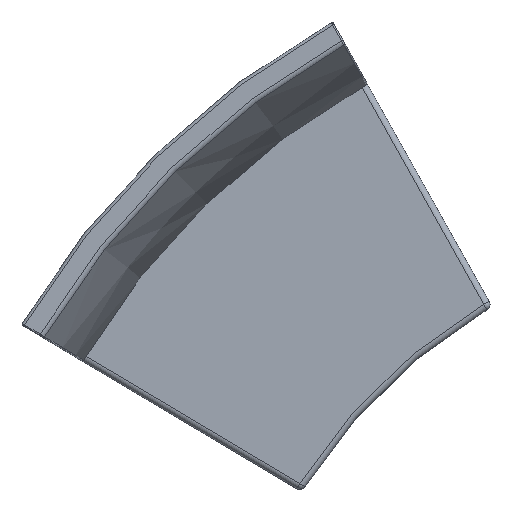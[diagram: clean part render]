
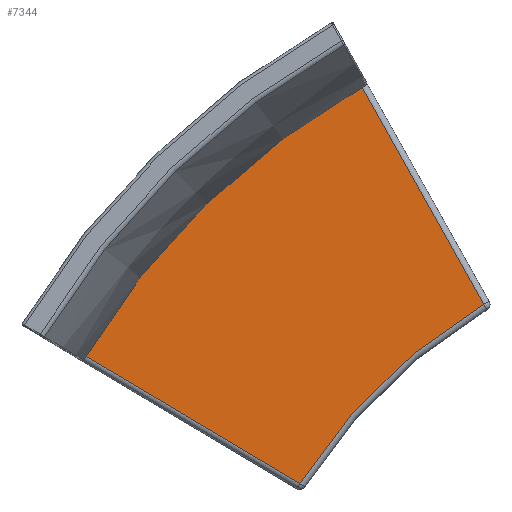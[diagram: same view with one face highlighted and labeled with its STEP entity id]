
A CAD part, top view. The second image highlights one B-rep face of the part: STEP entity #7344.
In plain terms, the highlighted face is planar.
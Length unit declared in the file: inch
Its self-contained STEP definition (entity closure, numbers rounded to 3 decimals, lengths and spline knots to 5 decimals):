
#480=PLANE('',#8079);
#563=LINE('',#11557,#827);
#565=LINE('',#11570,#829);
#827=VECTOR('',#9096,0.3937);
#829=VECTOR('',#9114,0.3937);
#1322=FACE_OUTER_BOUND('',#1891,.T.);
#1891=EDGE_LOOP('',(#5265,#5266,#5267,#5268));
#2918=CIRCLE('',#8060,45.04131);
#2922=CIRCLE('',#8069,68.5);
#3383=VERTEX_POINT('',#11522);
#3389=VERTEX_POINT('',#11536);
#3394=VERTEX_POINT('',#11548);
#3398=VERTEX_POINT('',#11563);
#4038=EDGE_CURVE('',#3383,#3394,#563,.T.);
#4043=EDGE_CURVE('',#3394,#3398,#2918,.T.);
#4045=EDGE_CURVE('',#3398,#3389,#565,.T.);
#4053=EDGE_CURVE('',#3389,#3383,#2922,.T.);
#5265=ORIENTED_EDGE('',*,*,#4038,.F.);
#5266=ORIENTED_EDGE('',*,*,#4053,.F.);
#5267=ORIENTED_EDGE('',*,*,#4045,.F.);
#5268=ORIENTED_EDGE('',*,*,#4043,.F.);
#7344=ADVANCED_FACE('',(#1322),#480,.F.);
#8060=AXIS2_PLACEMENT_3D('',#11567,#9108,#9109);
#8069=AXIS2_PLACEMENT_3D('',#11582,#9132,#9133);
#8079=AXIS2_PLACEMENT_3D('',#11598,#9158,#9159);
#9096=DIRECTION('',(-0.259,0.,0.966));
#9108=DIRECTION('center_axis',(0.,1.,0.));
#9109=DIRECTION('ref_axis',(0.001,0.,-1.));
#9114=DIRECTION('',(-0.259,0.,-0.966));
#9132=DIRECTION('center_axis',(0.,-1.,0.));
#9133=DIRECTION('ref_axis',(0.001,0.,
-1.));
#9158=DIRECTION('center_axis',(0.,-1.,0.));
#9159=DIRECTION('ref_axis',(0.,0.,-1.));
#11522=CARTESIAN_POINT('',(16.65615,13.96875,-12.43224));
#11536=CARTESIAN_POINT('',(-16.65197,13.96875,-12.45708));
#11548=CARTESIAN_POINT('',(10.58349,13.96875,10.23123));
#11557=CARTESIAN_POINT('',(10.95838,13.96875,8.83213));
#11563=CARTESIAN_POINT('',(-10.57909,13.96875,10.20723));
#11567=CARTESIAN_POINT('Origin',(-0.04746,13.96875,53.99998));
#11570=CARTESIAN_POINT('',(-20.71474,13.96875,-27.61952));
#11582=CARTESIAN_POINT('Origin',(-0.04746,13.96875,53.99998));
#11598=CARTESIAN_POINT('Origin',(0.00256,13.96875,0.80636));
